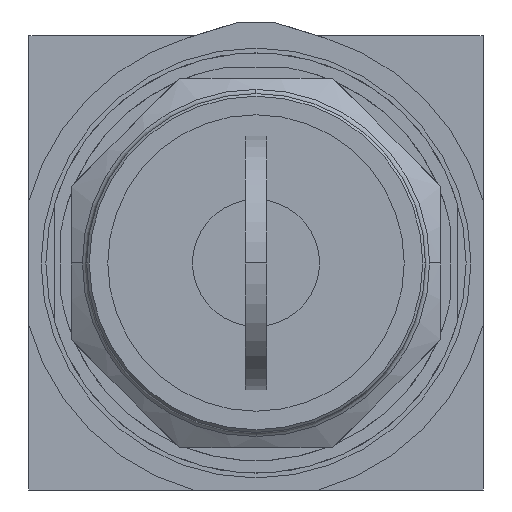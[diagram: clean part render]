
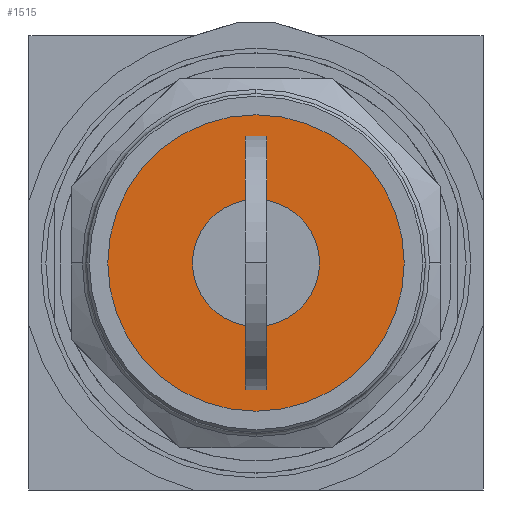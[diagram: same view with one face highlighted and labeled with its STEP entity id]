
A CAD part, front view. The second image highlights one B-rep face of the part: STEP entity #1515.
In plain terms, the highlighted planar face has unit normal (0, -1, 0).
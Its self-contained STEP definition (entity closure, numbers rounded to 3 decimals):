
#1451=CARTESIAN_POINT('POINT3617',(6.,
   -26.,0.));
#1452=VERTEX_POINT('VERTEX3617',#1451);
#1459=CARTESIAN_POINT('POINT3618',(-6.,
   -26.,0.));
#1460=VERTEX_POINT('VERTEX3618',#1459);
#1461=CARTESIAN_POINT('POS5147',(0.,
   -26.,0.));
#1462=DIRECTION('DIR7438',(0.,1.,
   0.));
#1463=DIRECTION('DIR7439',(1.,0.,0.));
#1464=AXIS2_PLACEMENT_3D('AXIS2292',#1461,#1462,#1463);
#1465=CIRCLE('ELLIPSE954',#1464,6.);
#1466=EDGE_CURVE('EDGE5614',#1460,#1452,#1465,.T.);
#1486=EDGE_CURVE('EDGE5616',#1452,#1460,#1465,.T.);
#1491=ORIENTED_EDGE('COEDGE11231',*,*,#1486,.T.);
#1492=ORIENTED_EDGE('COEDGE11232',*,*,#1466,.T.);
#1493=EDGE_LOOP('NONE',(#1491,#1492));
#1494=FACE_BOUND('LOOP1',#1493,.T.);
#1495=CARTESIAN_POINT('POINT3619',(14.,
   -26.,0.));
#1496=VERTEX_POINT('VERTEX3619',#1495);
#1497=CARTESIAN_POINT('POINT3620',(-14.,
   -26.,0.));
#1498=VERTEX_POINT('VERTEX3620',#1497);
#1499=CARTESIAN_POINT('POS5150',(0.,
   -26.,0.));
#1500=DIRECTION('DIR7443',(0.,1.,
   0.));
#1501=DIRECTION('DIR7444',(1.,0.,0.));
#1502=AXIS2_PLACEMENT_3D('AXIS2294',#1499,#1500,#1501);
#1503=CIRCLE('ELLIPSE955',#1502,14.);
#1504=EDGE_CURVE('EDGE5617',#1496,#1498,#1503,.T.);
#1505=ORIENTED_EDGE('COEDGE11233',*,*,#1504,.F.);
#1506=EDGE_CURVE('EDGE5618',#1498,#1496,#1503,.T.);
#1507=ORIENTED_EDGE('COEDGE11234',*,*,#1506,.F.);
#1508=EDGE_LOOP('NONE',(#1505,#1507));
#1509=FACE_BOUND('LOOP1',#1508,.T.);
#1510=CARTESIAN_POINT('POS5151',(7.,
   -26.,0.));
#1511=DIRECTION('DIR7445',(0.,-1.,
   0.));
#1512=DIRECTION('DIR7446',(1.,0.,
   0.));
#1513=AXIS2_PLACEMENT_3D('AXIS2295',#1510,#1511,#1512);
#1514=PLANE('PLANE992',#1513);
#1515=ADVANCED_FACE('FACE2298',(#1494,#1509),#1514,.T.);
